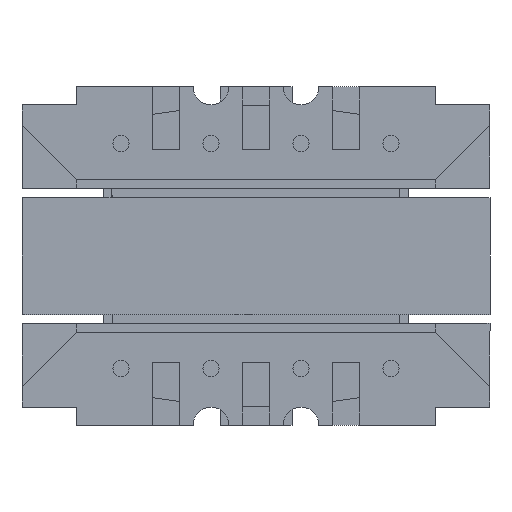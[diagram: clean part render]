
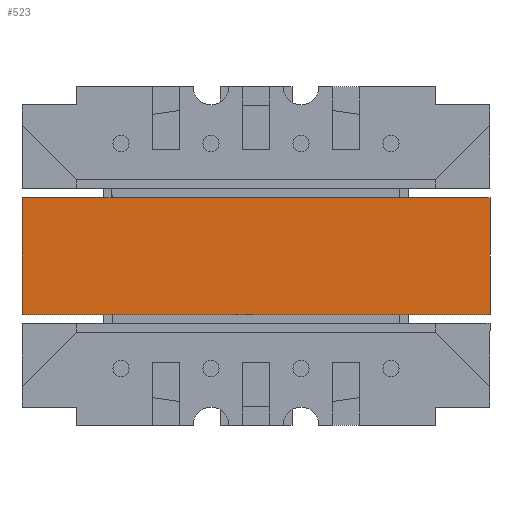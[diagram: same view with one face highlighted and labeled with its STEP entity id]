
A CAD part, front view. The second image highlights one B-rep face of the part: STEP entity #523.
In plain terms, the highlighted planar face has unit normal (0, -1, 0).
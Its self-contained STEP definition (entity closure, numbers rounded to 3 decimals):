
#34 = VERTEX_POINT ( 'NONE', #1183 ) ;
#36 = EDGE_CURVE ( 'NONE', #34, #37, #1182, .T. ) ;
#37 = VERTEX_POINT ( 'NONE', #1178 ) ;
#71 = EDGE_CURVE ( 'NONE', #37, #365, #1249, .T. ) ;
#124 = EDGE_CURVE ( 'NONE', #34, #349, #2844, .T. ) ;
#349 = VERTEX_POINT ( 'NONE', #3185 ) ;
#355 = EDGE_CURVE ( 'NONE', #349, #365, #3242, .T. ) ;
#365 = VERTEX_POINT ( 'NONE', #3221 ) ;
#523 = ADVANCED_FACE ( 'NONE', ( #1483 ), #1526, .F. ) ;
#527 = ORIENTED_EDGE ( 'NONE', *, *, #124, .T. ) ;
#536 = ORIENTED_EDGE ( 'NONE', *, *, #36, .F. ) ;
#541 = ORIENTED_EDGE ( 'NONE', *, *, #71, .F. ) ;
#555 = ORIENTED_EDGE ( 'NONE', *, *, #355, .T. ) ;
#601 = EDGE_LOOP ( 'NONE', ( #555, #541, #536, #527 ) ) ;
#1178 = CARTESIAN_POINT ( 'NONE',  ( -13., 0., 3.25 ) ) ;
#1179 = DIRECTION ( 'NONE',  ( 0., 0., 1. ) ) ;
#1180 = VECTOR ( 'NONE', #1179, 1000. ) ;
#1181 = CARTESIAN_POINT ( 'NONE',  ( -13., 0., 3.25 ) ) ;
#1182 = LINE ( 'NONE', #1181, #1180 ) ;
#1183 = CARTESIAN_POINT ( 'NONE',  ( -13., 0., -3.25 ) ) ;
#1246 = DIRECTION ( 'NONE',  ( 1., 0., 0. ) ) ;
#1247 = VECTOR ( 'NONE', #1246, 1000. ) ;
#1248 = CARTESIAN_POINT ( 'NONE',  ( -13., 0., 3.25 ) ) ;
#1249 = LINE ( 'NONE', #1248, #1247 ) ;
#1483 = FACE_OUTER_BOUND ( 'NONE', #601, .T. ) ;
#1522 = DIRECTION ( 'NONE',  ( 0., 0., 1. ) ) ;
#1523 = DIRECTION ( 'NONE',  ( 0., 1., 0. ) ) ;
#1524 = CARTESIAN_POINT ( 'NONE',  ( -13., 0., 3.25 ) ) ;
#1525 = AXIS2_PLACEMENT_3D ( 'NONE', #1524, #1523, #1522 ) ;
#1526 = PLANE ( 'NONE',  #1525 ) ;
#2841 = DIRECTION ( 'NONE',  ( 1., 0., 0. ) ) ;
#2842 = VECTOR ( 'NONE', #2841, 1000. ) ;
#2843 = CARTESIAN_POINT ( 'NONE',  ( -13., 0., -3.25 ) ) ;
#2844 = LINE ( 'NONE', #2843, #2842 ) ;
#3185 = CARTESIAN_POINT ( 'NONE',  ( 13., 0., -3.25 ) ) ;
#3221 = CARTESIAN_POINT ( 'NONE',  ( 13., 0., 3.25 ) ) ;
#3239 = DIRECTION ( 'NONE',  ( 0., 0., 1. ) ) ;
#3240 = VECTOR ( 'NONE', #3239, 1000. ) ;
#3241 = CARTESIAN_POINT ( 'NONE',  ( 13., 0., 3.25 ) ) ;
#3242 = LINE ( 'NONE', #3241, #3240 ) ;
